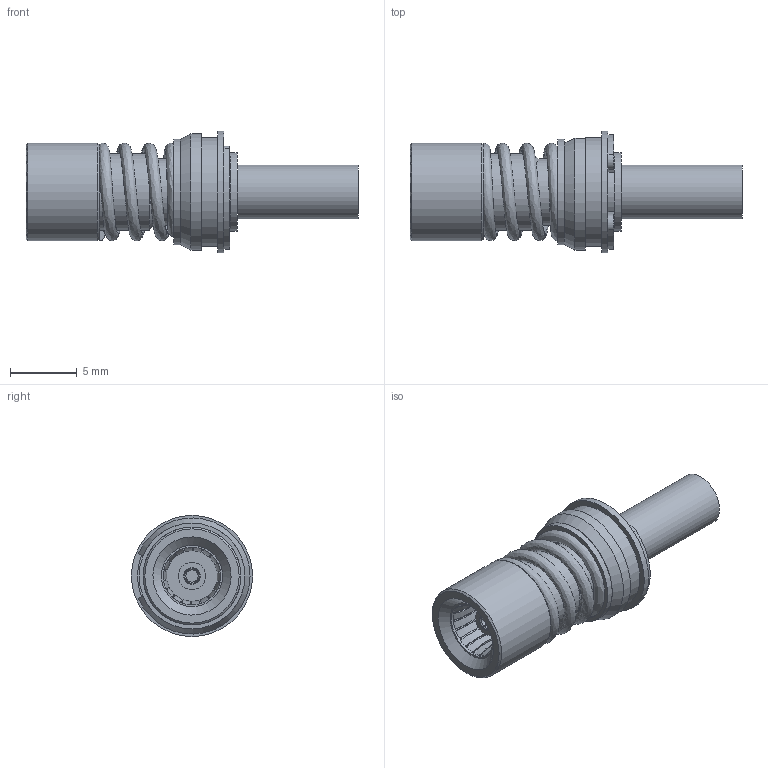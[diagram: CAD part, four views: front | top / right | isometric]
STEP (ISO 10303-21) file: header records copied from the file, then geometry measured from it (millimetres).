
FILE_DESCRIPTION (( 'STEP AP203' ), '1' );
FILE_NAME ('FMCN1204_3D.step', '2022-09-22T14:52:08', ( '' ), ( '' ), 'SwSTEP 2.0', 'SolidWorks 2021', '' );
FILE_SCHEMA (( 'CONFIG_CONTROL_DESIGN' ));
Length unit declared in the file: inch
Products named in the file (1): FMCN1204_3D
Bounding box: 24.8 x 9.05 x 9.05 mm (x, y, z)
Volume: 620.5 mm3; surface area: 1394.2 mm2
Topology: 5 solids, 5 shells, 198 faces, 616 edges, 409 vertices
Faces by surface type: plane 107, cylinder 77, cone 10, bspline 4
Full cylindrical faces by diameter (mm): 0.94 x1, 1.194 x1, 1.245 x1, 1.63 x1, 2.032 x1, 2.392 x1, 3.26 x1, 4.022 x1, 4.064 x1, 4.318 x1, 4.349 x1, 4.561 x1, 4.572 x1, 4.976 x1, 5.694 x1, 5.873 x1, 7.197 x1, 7.3 x1, 7.897 x1, 8.145 x1, 9.05 x1
Entity records: 8209 total; most frequent: CARTESIAN_POINT 3130, ORIENTED_EDGE 1162, DIRECTION 872, EDGE_CURVE 581, VERTEX_POINT 402, AXIS2_PLACEMENT_3D 342, EDGE_LOOP 245, B_SPLINE_CURVE_WITH_KNOTS 224
